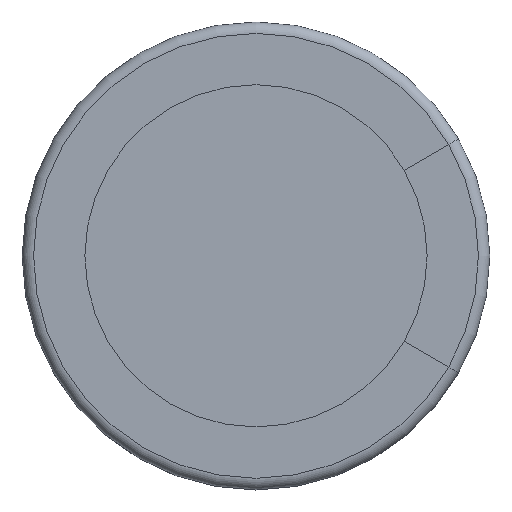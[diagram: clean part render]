
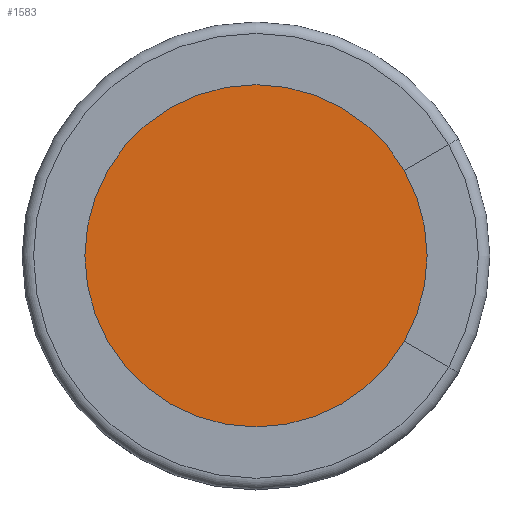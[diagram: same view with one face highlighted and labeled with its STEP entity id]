
A CAD part, top view. The second image highlights one B-rep face of the part: STEP entity #1583.
In plain terms, the highlighted planar face has unit normal (0, 0, 1).
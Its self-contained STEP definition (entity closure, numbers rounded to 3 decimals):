
#1259 = EDGE_CURVE('',#1260,#1260,#1262,.T.);
#1260 = VERTEX_POINT('',#1261);
#1261 = CARTESIAN_POINT('',(3.9,0.,5.3));
#1262 = SURFACE_CURVE('',#1263,(#1268,#1302),.PCURVE_S1.);
#1263 = CIRCLE('',#1264,3.9);
#1264 = AXIS2_PLACEMENT_3D('',#1265,#1266,#1267);
#1265 = CARTESIAN_POINT('',(0.,0.,5.3));
#1266 = DIRECTION('',(0.,0.,-1.));
#1267 = DIRECTION('',(-1.,0.,0.));
#1268 = PCURVE('',#1269,#1274);
#1269 = TOROIDAL_SURFACE('',#1270,3.9,0.1);
#1270 = AXIS2_PLACEMENT_3D('',#1271,#1272,#1273);
#1271 = CARTESIAN_POINT('',(0.,0.,5.2));
#1272 = DIRECTION('',(0.,0.,-1.));
#1273 = DIRECTION('',(-1.,0.,0.));
#1274 = DEFINITIONAL_REPRESENTATION('',(#1275),#1301);
#1275 = B_SPLINE_CURVE_WITH_KNOTS('',3,(#1276,#1277,#1278,#1279,#1280,
    #1281,#1282,#1283,#1284,#1285,#1286,#1287,#1288,#1289,#1290,#1291,
    #1292,#1293,#1294,#1295,#1296,#1297,#1298,#1299,#1300),
  .UNSPECIFIED.,.F.,.F.,(4,1,1,1,1,1,1,1,1,1,1,1,1,1,1,1,1,1,1,1,1,1,4),
  (3.142,3.427,3.713,3.998,
    4.284,4.57,4.855,5.141,
    5.426,5.712,5.998,6.283,
    6.569,6.854,7.14,7.426,
    7.711,7.997,8.282,8.568,
    8.854,9.139,9.425),.UNSPECIFIED.);
#1276 = CARTESIAN_POINT('',(3.142,4.712));
#1277 = CARTESIAN_POINT('',(3.237,4.712));
#1278 = CARTESIAN_POINT('',(3.427,4.712));
#1279 = CARTESIAN_POINT('',(3.713,4.712));
#1280 = CARTESIAN_POINT('',(3.998,4.712));
#1281 = CARTESIAN_POINT('',(4.284,4.712));
#1282 = CARTESIAN_POINT('',(4.57,4.712));
#1283 = CARTESIAN_POINT('',(4.855,4.712));
#1284 = CARTESIAN_POINT('',(5.141,4.712));
#1285 = CARTESIAN_POINT('',(5.426,4.712));
#1286 = CARTESIAN_POINT('',(5.712,4.712));
#1287 = CARTESIAN_POINT('',(5.998,4.712));
#1288 = CARTESIAN_POINT('',(6.283,4.712));
#1289 = CARTESIAN_POINT('',(6.569,4.712));
#1290 = CARTESIAN_POINT('',(6.854,4.712));
#1291 = CARTESIAN_POINT('',(7.14,4.712));
#1292 = CARTESIAN_POINT('',(7.426,4.712));
#1293 = CARTESIAN_POINT('',(7.711,4.712));
#1294 = CARTESIAN_POINT('',(7.997,4.712));
#1295 = CARTESIAN_POINT('',(8.282,4.712));
#1296 = CARTESIAN_POINT('',(8.568,4.712));
#1297 = CARTESIAN_POINT('',(8.854,4.712));
#1298 = CARTESIAN_POINT('',(9.139,4.712));
#1299 = CARTESIAN_POINT('',(9.33,4.712));
#1300 = CARTESIAN_POINT('',(9.425,4.712));
#1301 = ( GEOMETRIC_REPRESENTATION_CONTEXT(2) 
PARAMETRIC_REPRESENTATION_CONTEXT() REPRESENTATION_CONTEXT('2D SPACE',''
  ) );
#1302 = PCURVE('',#1303,#1308);
#1303 = PLANE('',#1304);
#1304 = AXIS2_PLACEMENT_3D('',#1305,#1306,#1307);
#1305 = CARTESIAN_POINT('',(0.,0.,5.3));
#1306 = DIRECTION('',(0.,0.,1.));
#1307 = DIRECTION('',(1.,0.,-0.));
#1308 = DEFINITIONAL_REPRESENTATION('',(#1309),#1317);
#1309 = ( BOUNDED_CURVE() B_SPLINE_CURVE(2,(#1310,#1311,#1312,#1313,
#1314,#1315,#1316),.UNSPECIFIED.,.T.,.F.) B_SPLINE_CURVE_WITH_KNOTS((1,2
    ,2,2,2,1),(-2.094,0.,2.094,4.189,
6.283,8.378),.UNSPECIFIED.) CURVE() 
GEOMETRIC_REPRESENTATION_ITEM() RATIONAL_B_SPLINE_CURVE((1.,0.5,1.,0.5,
1.,0.5,1.)) REPRESENTATION_ITEM('') );
#1310 = CARTESIAN_POINT('',(-3.9,0.));
#1311 = CARTESIAN_POINT('',(-3.9,6.755));
#1312 = CARTESIAN_POINT('',(1.95,3.377));
#1313 = CARTESIAN_POINT('',(7.8,0.));
#1314 = CARTESIAN_POINT('',(1.95,-3.377));
#1315 = CARTESIAN_POINT('',(-3.9,-6.755));
#1316 = CARTESIAN_POINT('',(-3.9,0.));
#1317 = ( GEOMETRIC_REPRESENTATION_CONTEXT(2) 
PARAMETRIC_REPRESENTATION_CONTEXT() REPRESENTATION_CONTEXT('2D SPACE',''
  ) );
#1583 = ADVANCED_FACE('',(#1584),#1303,.T.);
#1584 = FACE_BOUND('',#1585,.T.);
#1585 = EDGE_LOOP('',(#1586));
#1586 = ORIENTED_EDGE('',*,*,#1259,.F.);
